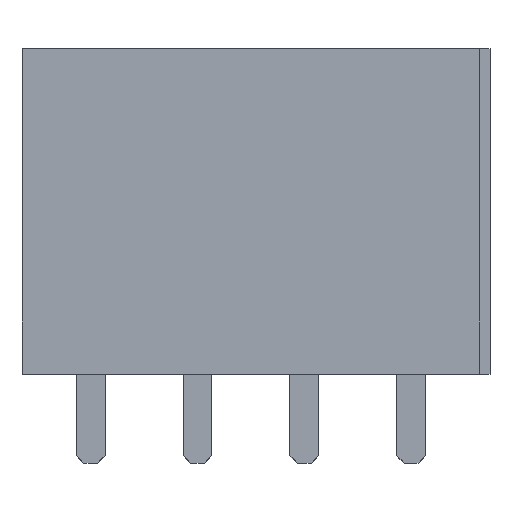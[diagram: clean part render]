
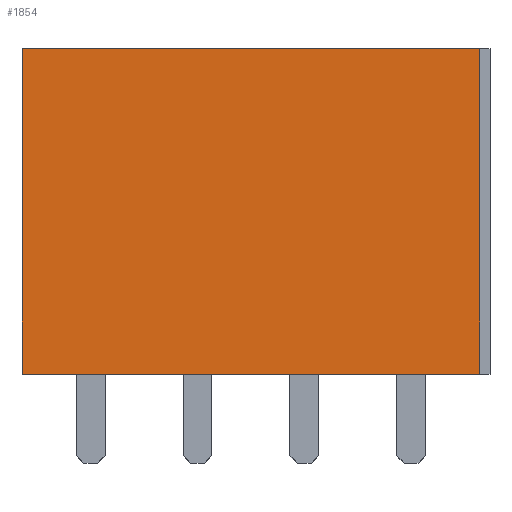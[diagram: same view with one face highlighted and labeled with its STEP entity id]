
A CAD part, top view. The second image highlights one B-rep face of the part: STEP entity #1854.
In plain terms, the highlighted planar face has unit normal (0, 0, 1).
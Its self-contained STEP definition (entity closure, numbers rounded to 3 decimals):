
#51 = LINE ( 'NONE', #1908, #1084 ) ;
#166 = PLANE ( 'NONE',  #302 ) ;
#180 = VERTEX_POINT ( 'NONE', #1195 ) ;
#302 = AXIS2_PLACEMENT_3D ( 'NONE', #563, #1168, #1654 ) ;
#305 = DIRECTION ( 'NONE',  ( 1., 0., 0. ) ) ;
#307 = EDGE_LOOP ( 'NONE', ( #1693, #333, #598, #1398 ) ) ;
#331 = VERTEX_POINT ( 'NONE', #443 ) ;
#333 = ORIENTED_EDGE ( 'NONE', *, *, #867, .F. ) ;
#344 = LINE ( 'NONE', #467, #1727 ) ;
#418 = DIRECTION ( 'NONE',  ( 0., -1., 0. ) ) ;
#443 = CARTESIAN_POINT ( 'NONE',  ( -9., 12.8, 5.5 ) ) ;
#467 = CARTESIAN_POINT ( 'NONE',  ( -9., 12.8, 5.5 ) ) ;
#563 = CARTESIAN_POINT ( 'NONE',  ( -9., 12.8, 5.5 ) ) ;
#568 = VERTEX_POINT ( 'NONE', #787 ) ;
#577 = FACE_OUTER_BOUND ( 'NONE', #307, .T. ) ;
#580 = LINE ( 'NONE', #1811, #1307 ) ;
#598 = ORIENTED_EDGE ( 'NONE', *, *, #1338, .F. ) ;
#787 = CARTESIAN_POINT ( 'NONE',  ( 9., 0., 5.5 ) ) ;
#826 = EDGE_CURVE ( 'NONE', #180, #568, #1950, .T. ) ;
#867 = EDGE_CURVE ( 'NONE', #1810, #568, #51, .T. ) ;
#962 = CARTESIAN_POINT ( 'NONE',  ( 9., 12.8, 5.5 ) ) ;
#1084 = VECTOR ( 'NONE', #1302, 1000. ) ;
#1137 = CARTESIAN_POINT ( 'NONE',  ( -9., 0., 5.5 ) ) ;
#1168 = DIRECTION ( 'NONE',  ( 0., 0., -1. ) ) ;
#1185 = EDGE_CURVE ( 'NONE', #331, #180, #580, .T. ) ;
#1195 = CARTESIAN_POINT ( 'NONE',  ( -9., 0., 5.5 ) ) ;
#1302 = DIRECTION ( 'NONE',  ( 0., -1., 0. ) ) ;
#1307 = VECTOR ( 'NONE', #418, 1000. ) ;
#1338 = EDGE_CURVE ( 'NONE', #331, #1810, #344, .T. ) ;
#1398 = ORIENTED_EDGE ( 'NONE', *, *, #1185, .T. ) ;
#1654 = DIRECTION ( 'NONE',  ( -1., 0., 0. ) ) ;
#1674 = VECTOR ( 'NONE', #305, 1000. ) ;
#1693 = ORIENTED_EDGE ( 'NONE', *, *, #826, .T. ) ;
#1727 = VECTOR ( 'NONE', #2034, 1000. ) ;
#1810 = VERTEX_POINT ( 'NONE', #962 ) ;
#1811 = CARTESIAN_POINT ( 'NONE',  ( -9., 12.8, 5.5 ) ) ;
#1854 = ADVANCED_FACE ( 'NONE', ( #577 ), #166, .F. ) ;
#1908 = CARTESIAN_POINT ( 'NONE',  ( 9., 12.8, 5.5 ) ) ;
#1950 = LINE ( 'NONE', #1137, #1674 ) ;
#2034 = DIRECTION ( 'NONE',  ( 1., 0., 0. ) ) ;
